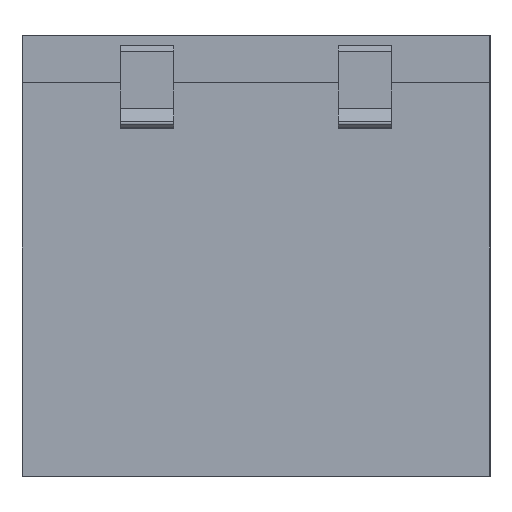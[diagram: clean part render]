
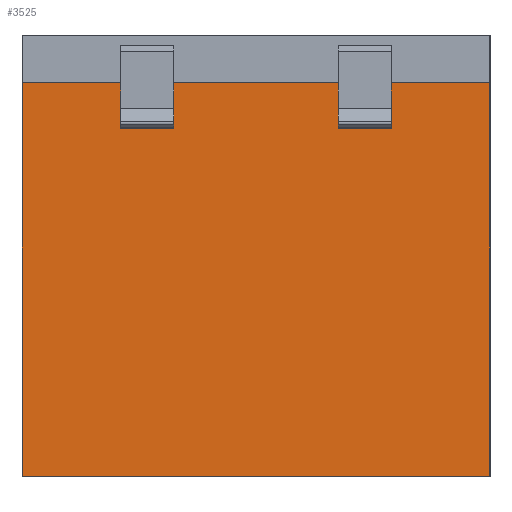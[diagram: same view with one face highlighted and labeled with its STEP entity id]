
A CAD part, left-side view. The second image highlights one B-rep face of the part: STEP entity #3525.
In plain terms, the highlighted planar face has unit normal (-1, 0, 0).
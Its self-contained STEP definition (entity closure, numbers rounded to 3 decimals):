
#49=FACE_BOUND('',#545,.T.);
#50=FACE_BOUND('',#546,.T.);
#340=FACE_OUTER_BOUND('',#544,.T.);
#544=EDGE_LOOP('',(#2560,#2561,#2562,#2563));
#545=EDGE_LOOP('',(#2564,#2565,#2566,#2567));
#546=EDGE_LOOP('',(#2568,#2569,#2570,#2571));
#700=LINE('',#5133,#1073);
#704=LINE('',#5141,#1077);
#711=LINE('',#5163,#1084);
#713=LINE('',#5166,#1086);
#714=LINE('',#5170,#1087);
#718=LINE('',#5178,#1091);
#725=LINE('',#5200,#1098);
#727=LINE('',#5203,#1100);
#818=LINE('',#5409,#1191);
#821=LINE('',#5436,#1194);
#822=LINE('',#5438,#1195);
#823=LINE('',#5439,#1196);
#1073=VECTOR('',#4061,10.);
#1077=VECTOR('',#4067,10.);
#1084=VECTOR('',#4090,10.);
#1086=VECTOR('',#4094,10.);
#1087=VECTOR('',#4097,10.);
#1091=VECTOR('',#4103,10.);
#1098=VECTOR('',#4126,10.);
#1100=VECTOR('',#4130,10.);
#1191=VECTOR('',#4313,10.);
#1194=VECTOR('',#4344,10.);
#1195=VECTOR('',#4345,10.);
#1196=VECTOR('',#4346,10.);
#1446=VERTEX_POINT('',#5131);
#1447=VERTEX_POINT('',#5132);
#1450=VERTEX_POINT('',#5140);
#1457=VERTEX_POINT('',#5162);
#1458=VERTEX_POINT('',#5168);
#1459=VERTEX_POINT('',#5169);
#1462=VERTEX_POINT('',#5177);
#1469=VERTEX_POINT('',#5199);
#1537=VERTEX_POINT('',#5406);
#1538=VERTEX_POINT('',#5408);
#1548=VERTEX_POINT('',#5435);
#1549=VERTEX_POINT('',#5437);
#1792=EDGE_CURVE('',#1446,#1447,#700,.T.);
#1796=EDGE_CURVE('',#1447,#1450,#704,.T.);
#1807=EDGE_CURVE('',#1450,#1457,#711,.T.);
#1809=EDGE_CURVE('',#1457,#1446,#713,.T.);
#1810=EDGE_CURVE('',#1458,#1459,#714,.T.);
#1814=EDGE_CURVE('',#1459,#1462,#718,.T.);
#1825=EDGE_CURVE('',#1462,#1469,#725,.T.);
#1827=EDGE_CURVE('',#1469,#1458,#727,.T.);
#1928=EDGE_CURVE('',#1537,#1538,#818,.T.);
#1939=EDGE_CURVE('',#1548,#1537,#821,.T.);
#1940=EDGE_CURVE('',#1549,#1548,#822,.T.);
#1941=EDGE_CURVE('',#1538,#1549,#823,.T.);
#2560=ORIENTED_EDGE('',*,*,#1939,.F.);
#2561=ORIENTED_EDGE('',*,*,#1940,.F.);
#2562=ORIENTED_EDGE('',*,*,#1941,.F.);
#2563=ORIENTED_EDGE('',*,*,#1928,.F.);
#2564=ORIENTED_EDGE('',*,*,#1825,.T.);
#2565=ORIENTED_EDGE('',*,*,#1827,.T.);
#2566=ORIENTED_EDGE('',*,*,#1810,.T.);
#2567=ORIENTED_EDGE('',*,*,#1814,.T.);
#2568=ORIENTED_EDGE('',*,*,#1807,.T.);
#2569=ORIENTED_EDGE('',*,*,#1809,.T.);
#2570=ORIENTED_EDGE('',*,*,#1792,.T.);
#2571=ORIENTED_EDGE('',*,*,#1796,.T.);
#3395=PLANE('',#3785);
#3525=ADVANCED_FACE('',(#340,#49,#50),#3395,.T.);
#3785=AXIS2_PLACEMENT_3D('',#5434,#4342,#4343);
#4061=DIRECTION('',(0.,-1.,0.));
#4067=DIRECTION('',(0.,0.,-1.));
#4090=DIRECTION('',(0.,1.,0.));
#4094=DIRECTION('',(0.,0.,1.));
#4097=DIRECTION('',(0.,-1.,0.));
#4103=DIRECTION('',(0.,0.,-1.));
#4126=DIRECTION('',(0.,1.,0.));
#4130=DIRECTION('',(0.,0.,1.));
#4313=DIRECTION('',(0.,-1.,0.));
#4342=DIRECTION('center_axis',(-1.,0.,0.));
#4343=DIRECTION('ref_axis',(0.,1.,0.));
#4344=DIRECTION('',(0.,0.,1.));
#4345=DIRECTION('',(0.,1.,0.));
#4346=DIRECTION('',(0.,0.,-1.));
#5131=CARTESIAN_POINT('',(17.09,64.247,20.005));
#5132=CARTESIAN_POINT('',(17.09,59.747,20.005));
#5133=CARTESIAN_POINT('',(17.09,77.681,20.005));
#5140=CARTESIAN_POINT('',(17.09,59.747,19.084));
#5141=CARTESIAN_POINT('',(17.09,59.747,7.086));
#5162=CARTESIAN_POINT('',(17.09,64.247,19.084));
#5163=CARTESIAN_POINT('',(17.09,77.681,19.084));
#5166=CARTESIAN_POINT('',(17.09,64.247,7.086));
#5168=CARTESIAN_POINT('',(17.09,82.747,20.005));
#5169=CARTESIAN_POINT('',(17.09,78.247,20.005));
#5170=CARTESIAN_POINT('',(17.09,84.681,20.005));
#5177=CARTESIAN_POINT('',(17.09,78.247,19.084));
#5178=CARTESIAN_POINT('',(17.09,78.247,7.086));
#5199=CARTESIAN_POINT('',(17.09,82.747,19.084));
#5200=CARTESIAN_POINT('',(17.09,84.681,19.084));
#5203=CARTESIAN_POINT('',(17.09,82.747,7.086));
#5406=CARTESIAN_POINT('',(17.09,91.114,21.965));
#5408=CARTESIAN_POINT('',(17.09,51.38,21.965));
#5409=CARTESIAN_POINT('',(17.09,91.114,21.965));
#5434=CARTESIAN_POINT('Origin',(17.09,51.38,-7.46));
#5435=CARTESIAN_POINT('',(17.09,91.114,-11.46));
#5436=CARTESIAN_POINT('',(17.09,91.114,-7.46));
#5437=CARTESIAN_POINT('',(17.09,51.38,-11.46));
#5438=CARTESIAN_POINT('',(17.09,91.114,-11.46));
#5439=CARTESIAN_POINT('',(17.09,51.38,-7.46));
